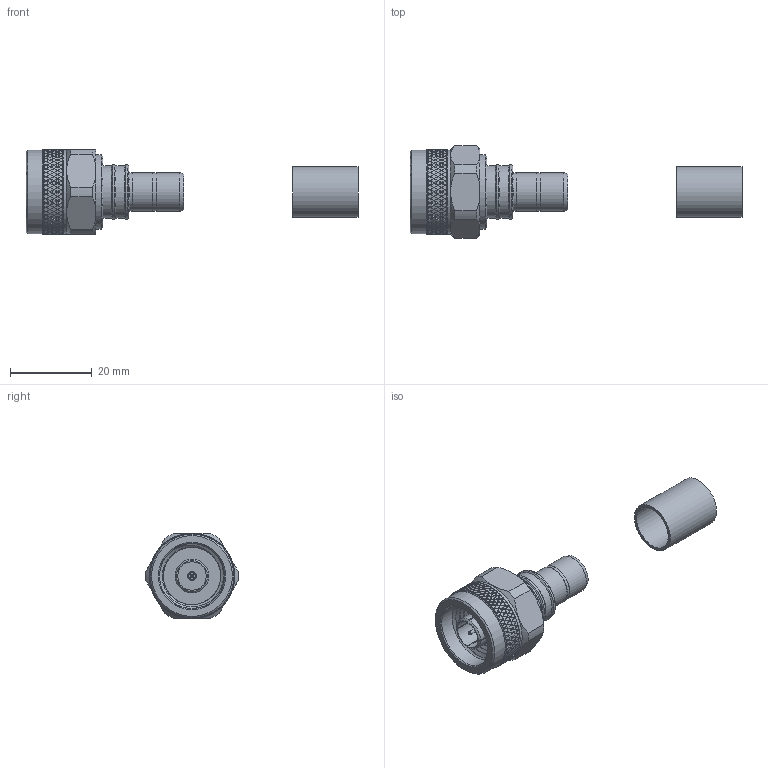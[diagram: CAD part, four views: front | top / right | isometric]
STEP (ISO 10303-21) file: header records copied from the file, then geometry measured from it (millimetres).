
FILE_DESCRIPTION (( 'STEP AP203' ), '1' );
FILE_NAME ('EZ-400-NMH-75-X_3D.step', '2022-11-17T16:04:33', ( '' ), ( '' ), 'SwSTEP 2.0', 'SolidWorks 2021', '' );
FILE_SCHEMA (( 'CONFIG_CONTROL_DESIGN' ));
Products named in the file (1): EZ-400-NMH-75-X_3D
Bounding box: 81.13 x 22.59 x 20.92 mm (x, y, z)
Volume: 6506.4 mm3; surface area: 5218 mm2
Topology: 2 solids, 2 shells, 1955 faces, 4302 edges, 2362 vertices
Faces by surface type: bspline 1443, cylinder 450, plane 37, cone 25
Full cylindrical faces by diameter (mm): 0.889 x1, 2.108 x1, 6.985 x1, 7.5 x1, 8.255 x1, 9.36 x2, 9.5 x2, 10.9 x1, 12.4 x1, 12.738 x1, 12.785 x1, 13.353 x1, 13.4 x1, 15.875 x5, 18.137 x1, 20.481 x1, 20.535 x1
Entity records: 66922 total; most frequent: CARTESIAN_POINT 40613, ORIENTED_EDGE 8498, EDGE_CURVE 4249, VERTEX_POINT 2347, EDGE_LOOP 1996, FACE_OUTER_BOUND 1969, ADVANCED_FACE 1950, DIRECTION 1714
